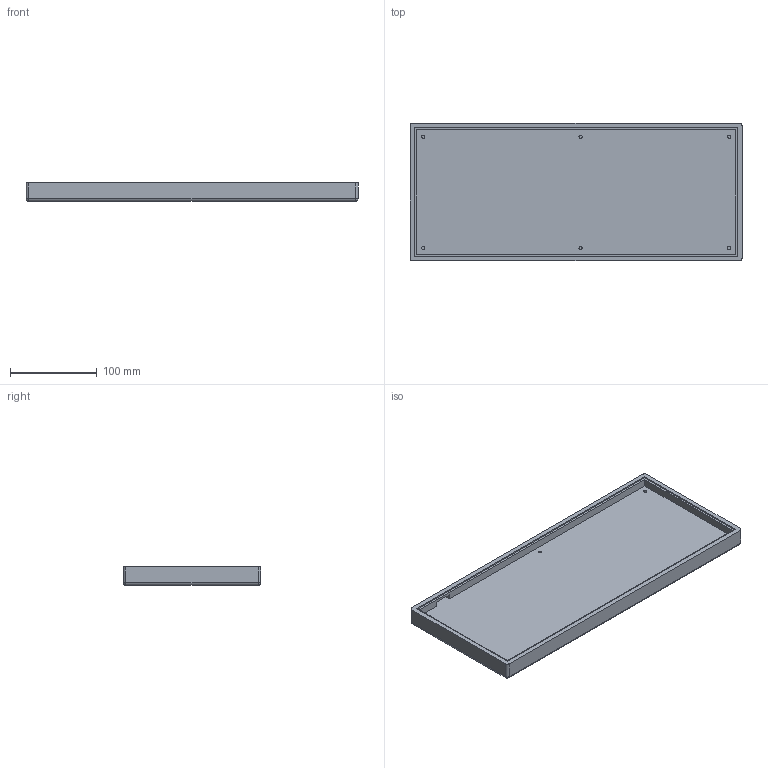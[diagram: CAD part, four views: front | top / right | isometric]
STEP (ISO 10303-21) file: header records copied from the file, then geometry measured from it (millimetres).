
FILE_DESCRIPTION(/* description */ (''),/* implementation_level */ '2;1');
FILE_NAME(/* name */ 'TKL-Keyboard-Bottom.step',/* time_stamp */ '2025-07-01T21:51:38+02:00',/* author */ (''),/* organization */ (''),/* preprocessor_version */ 'ST-DEVELOPER v20.1',/* originating_system */ 'Autodesk Translation Framework v14.10.0.0',/* authorisation */ '');
FILE_SCHEMA (('AUTOMOTIVE_DESIGN { 1 0 10303 214 3 1 1 }'));
Length unit declared in the file: millimetre
Products named in the file (1): Bottom-Plate
Bounding box: 381.95 x 158.11 x 21.18 mm (x, y, z)
Volume: 719869 mm3; surface area: 153475.8 mm2
Topology: 1 solids, 1 shells, 43 faces, 90 edges, 56 vertices
Faces by surface type: plane 25, cylinder 14, sphere 4
Full cylindrical faces by diameter (mm): 3.7 x6
Entity records: 1173 total; most frequent: DIRECTION 206, CARTESIAN_POINT 190, ORIENTED_EDGE 180, EDGE_CURVE 90, AXIS2_PLACEMENT_3D 72, LINE 62, VECTOR 62, VERTEX_POINT 56
